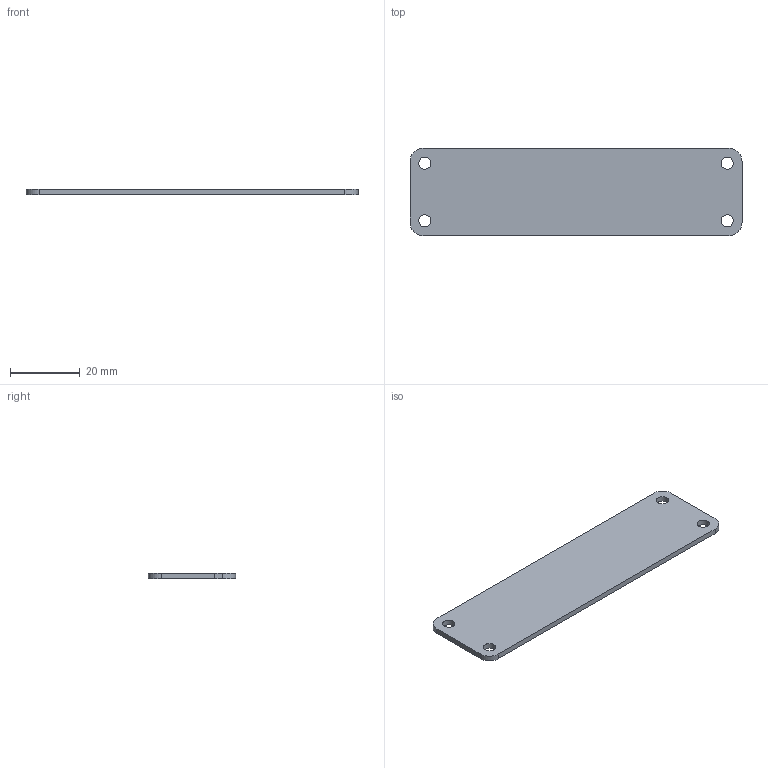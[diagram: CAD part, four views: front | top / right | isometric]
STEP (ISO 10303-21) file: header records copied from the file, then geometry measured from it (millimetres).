
FILE_DESCRIPTION(('KiCad electronic assembly'),'2;1');
FILE_NAME('casing.step','2021-03-03T22:00:31',('An Author'),('A Company' ),'Open CASCADE STEP processor 6.9','KiCad to STEP converter', 'Unknown');
FILE_SCHEMA(('AUTOMOTIVE_DESIGN { 1 0 10303 214 1 1 1 1 }'));
Length unit declared in the file: millimetre
Products named in the file (2): Open CASCADE STEP translator 6.9 1; COMPOUND
Assembly tree (1 placements, depth 2):
  Open CASCADE STEP translator 6.9 1
    COMPOUND
Bounding box: 95 x 25 x 1.6 mm (x, y, z)
Volume: 3719.1 mm3; surface area: 5093 mm2
Topology: 1 solids, 1 shells, 15 faces, 39 edges, 26 vertices
Faces by surface type: cylinder 8, plane 7
Full cylindrical faces by diameter (mm): 3.5 x4
Entity records: 1039 total; most frequent: DIRECTION 167, CARTESIAN_POINT 160, LINE 85, VECTOR 85, ORIENTED_EDGE 78, PCURVE 78, DEFINITIONAL_REPRESENTATION 78, EDGE_CURVE 39
